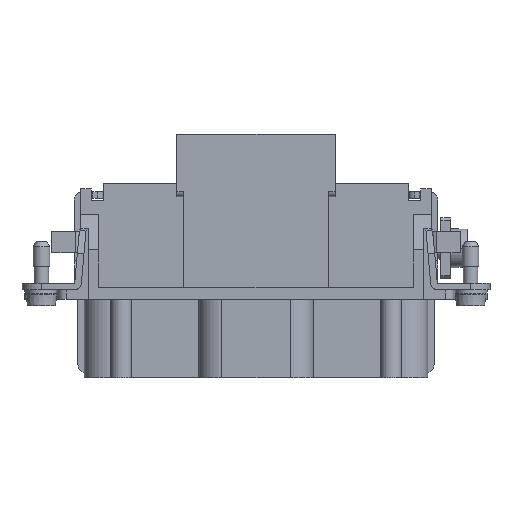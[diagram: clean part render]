
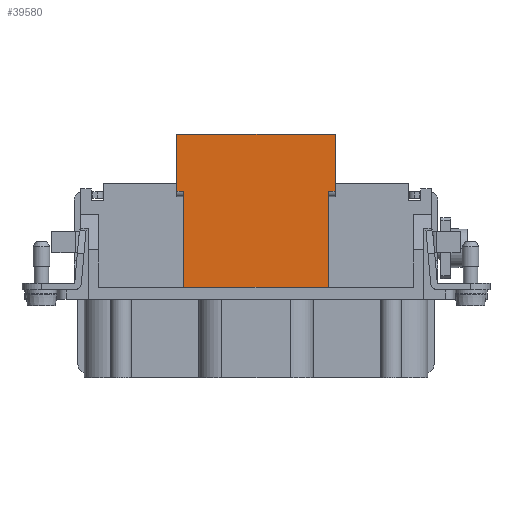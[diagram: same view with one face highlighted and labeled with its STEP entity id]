
A CAD part, front view. The second image highlights one B-rep face of the part: STEP entity #39580.
In plain terms, the highlighted face is planar.
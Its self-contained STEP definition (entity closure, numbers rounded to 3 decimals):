
#8220=CARTESIAN_POINT('',(-29.354,-74.338,
-44.82));
#8230=VERTEX_POINT('',#8220);
#8260=CARTESIAN_POINT('',(6.972,-38.012,
-44.82));
#8270=DIRECTION('',(0.707,0.707,0.));
#8280=VECTOR('',#8270,1.);
#8290=LINE('',#8260,#8280);
#8300=CARTESIAN_POINT('',(-9.131,-54.115,
-44.82));
#8310=VERTEX_POINT('',#8300);
#8320=EDGE_CURVE('',#8230,#8310,#8290,.T.);
#25330=CARTESIAN_POINT('',(-9.131,-54.115,-35.));
#25340=DIRECTION('',(0.,0.,-1.));
#25350=VECTOR('',#25340,1.);
#25360=LINE('',#25330,#25350);
#25370=CARTESIAN_POINT('',(-9.131,-54.115,-34.5));
#25380=VERTEX_POINT('',#25370);
#25390=EDGE_CURVE('',#25380,#8310,#25360,.T.);
#27970=CARTESIAN_POINT('',(-29.354,-74.338,-34.5));
#27980=VERTEX_POINT('',#27970);
#28010=CARTESIAN_POINT('',(-29.354,-74.338,-35.));
#28020=DIRECTION('',(0.,0.,-1.));
#28030=VECTOR('',#28020,1.);
#28040=LINE('',#28010,#28030);
#28050=EDGE_CURVE('',#27980,#8230,#28040,.T.);
#34820=CARTESIAN_POINT('',(-32.006,-76.99,-34.5));
#34830=DIRECTION('',(0.707,0.707,0.));
#34840=VECTOR('',#34830,1.);
#34850=LINE('',#34820,#34840);
#34860=CARTESIAN_POINT('',(-28.506,-73.49,-34.5));
#34870=VERTEX_POINT('',#34860);
#34880=EDGE_CURVE('',#27980,#34870,#34850,.T.);
#37120=CARTESIAN_POINT('',(-9.979,-54.964,-34.5));
#37130=DIRECTION('',(0.707,0.707,0.));
#37140=VECTOR('',#37130,1.);
#37150=LINE('',#37120,#37140);
#37160=CARTESIAN_POINT('',(-9.979,-54.964,-34.5));
#37170=VERTEX_POINT('',#37160);
#37180=EDGE_CURVE('',#37170,#25380,#37150,.T.);
#39240=CARTESIAN_POINT('',(-29.867,-74.851,-38.));
#39250=DIRECTION('',(-0.707,0.707,
0.));
#39260=DIRECTION('',(0.707,0.707,
0.));
#39270=AXIS2_PLACEMENT_3D('',#39240,#39250,#39260);
#39280=PLANE('',#39270);
#39290=CARTESIAN_POINT('',(-9.979,-54.964,-35.));
#39300=DIRECTION('',(0.,0.,-1.));
#39310=VECTOR('',#39300,1.);
#39320=LINE('',#39290,#39310);
#39330=CARTESIAN_POINT('',(-9.979,-54.964,-17.13));
#39340=VERTEX_POINT('',#39330);
#39350=EDGE_CURVE('',#39340,#37170,#39320,.T.);
#39360=ORIENTED_EDGE('',*,*,#39350,.F.);
#39370=ORIENTED_EDGE('',*,*,#37180,.F.);
#39380=ORIENTED_EDGE('',*,*,#25390,.F.);
#39390=ORIENTED_EDGE('',*,*,#8320,.T.);
#39400=ORIENTED_EDGE('',*,*,#28050,.T.);
#39410=ORIENTED_EDGE('',*,*,#34880,.F.);
#39420=CARTESIAN_POINT('',(-28.506,-73.49,-35.));
#39430=DIRECTION('',(0.,0.,-1.));
#39440=VECTOR('',#39430,1.);
#39450=LINE('',#39420,#39440);
#39460=CARTESIAN_POINT('',(-28.506,-73.49,-17.13));
#39470=VERTEX_POINT('',#39460);
#39480=EDGE_CURVE('',#39470,#34870,#39450,.T.);
#39490=ORIENTED_EDGE('',*,*,#39480,.T.);
#39500=CARTESIAN_POINT('',(-12.525,-57.509,-17.13));
#39510=DIRECTION('',(0.707,0.707,
0.));
#39520=VECTOR('',#39510,1.);
#39530=LINE('',#39500,#39520);
#39540=EDGE_CURVE('',#39470,#39340,#39530,.T.);
#39550=ORIENTED_EDGE('',*,*,#39540,.F.);
#39560=EDGE_LOOP('',(#39550,#39490,#39410,#39400,#39390,#39380,#39370,
#39360));
#39570=FACE_OUTER_BOUND('',#39560,.T.);
#39580=ADVANCED_FACE('',(#39570),#39280,.F.);
